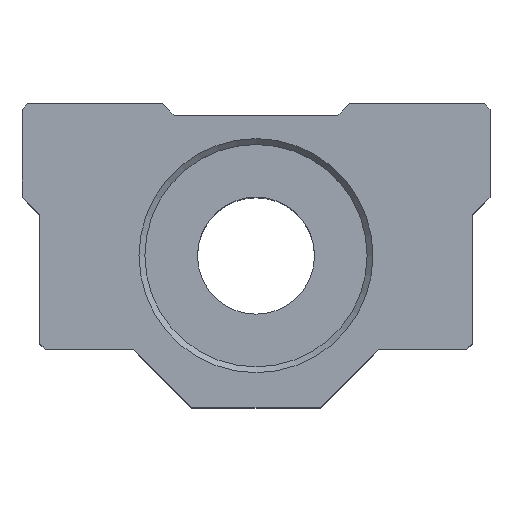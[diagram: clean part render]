
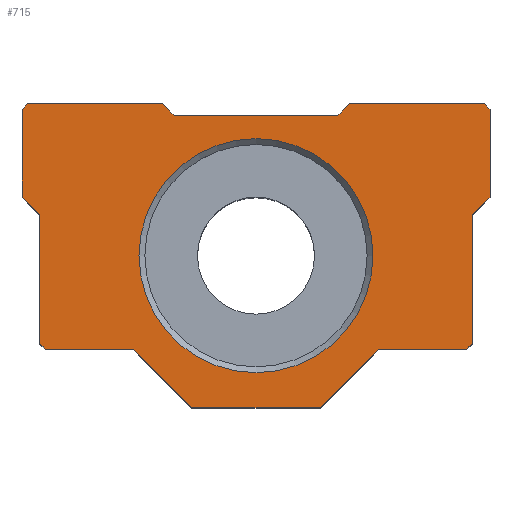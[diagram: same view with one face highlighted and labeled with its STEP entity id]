
A CAD part, top view. The second image highlights one B-rep face of the part: STEP entity #715.
In plain terms, the highlighted planar face has unit normal (0, 0, 1).
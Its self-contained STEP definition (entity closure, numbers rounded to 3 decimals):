
#36=FACE_BOUND('',#119,.T.);
#48=CIRCLE('',#778,10.);
#76=FACE_OUTER_BOUND('',#118,.T.);
#118=EDGE_LOOP('',(#521,#522,#523,#524,#525,#526,#527,#528,#529,#530,#531,
#532,#533,#534,#535,#536,#537,#538,#539,#540));
#119=EDGE_LOOP('',(#541));
#167=LINE('',#1053,#244);
#171=LINE('',#1060,#248);
#191=LINE('',#1103,#268);
#193=LINE('',#1107,#270);
#195=LINE('',#1111,#272);
#196=LINE('',#1113,#273);
#197=LINE('',#1115,#274);
#198=LINE('',#1117,#275);
#199=LINE('',#1119,#276);
#200=LINE('',#1121,#277);
#201=LINE('',#1123,#278);
#202=LINE('',#1125,#279);
#203=LINE('',#1127,#280);
#204=LINE('',#1129,#281);
#205=LINE('',#1130,#282);
#206=LINE('',#1132,#283);
#207=LINE('',#1134,#284);
#208=LINE('',#1136,#285);
#209=LINE('',#1138,#286);
#210=LINE('',#1139,#287);
#244=VECTOR('',#842,10.);
#248=VECTOR('',#848,10.);
#268=VECTOR('',#874,10.);
#270=VECTOR('',#878,10.);
#272=VECTOR('',#882,10.);
#273=VECTOR('',#883,10.);
#274=VECTOR('',#884,10.);
#275=VECTOR('',#885,10.);
#276=VECTOR('',#886,10.);
#277=VECTOR('',#887,10.);
#278=VECTOR('',#888,10.);
#279=VECTOR('',#889,10.);
#280=VECTOR('',#890,10.);
#281=VECTOR('',#891,10.);
#282=VECTOR('',#892,10.);
#283=VECTOR('',#893,10.);
#284=VECTOR('',#894,10.);
#285=VECTOR('',#895,10.);
#286=VECTOR('',#896,10.);
#287=VECTOR('',#897,10.);
#321=VERTEX_POINT('',#1050);
#322=VERTEX_POINT('',#1052);
#324=VERTEX_POINT('',#1058);
#343=VERTEX_POINT('',#1100);
#344=VERTEX_POINT('',#1102);
#345=VERTEX_POINT('',#1106);
#346=VERTEX_POINT('',#1110);
#347=VERTEX_POINT('',#1112);
#348=VERTEX_POINT('',#1114);
#349=VERTEX_POINT('',#1116);
#350=VERTEX_POINT('',#1118);
#351=VERTEX_POINT('',#1120);
#352=VERTEX_POINT('',#1122);
#353=VERTEX_POINT('',#1124);
#354=VERTEX_POINT('',#1126);
#355=VERTEX_POINT('',#1128);
#356=VERTEX_POINT('',#1131);
#357=VERTEX_POINT('',#1133);
#358=VERTEX_POINT('',#1135);
#359=VERTEX_POINT('',#1137);
#360=VERTEX_POINT('',#1140);
#385=EDGE_CURVE('',#321,#322,#167,.T.);
#389=EDGE_CURVE('',#324,#321,#171,.T.);
#410=EDGE_CURVE('',#343,#344,#191,.T.);
#412=EDGE_CURVE('',#344,#345,#193,.T.);
#414=EDGE_CURVE('',#324,#346,#195,.T.);
#415=EDGE_CURVE('',#346,#347,#196,.T.);
#416=EDGE_CURVE('',#348,#347,#197,.T.);
#417=EDGE_CURVE('',#348,#349,#198,.T.);
#418=EDGE_CURVE('',#349,#350,#199,.T.);
#419=EDGE_CURVE('',#351,#350,#200,.T.);
#420=EDGE_CURVE('',#351,#352,#201,.T.);
#421=EDGE_CURVE('',#352,#353,#202,.T.);
#422=EDGE_CURVE('',#354,#353,#203,.T.);
#423=EDGE_CURVE('',#354,#355,#204,.T.);
#424=EDGE_CURVE('',#355,#345,#205,.T.);
#425=EDGE_CURVE('',#356,#343,#206,.T.);
#426=EDGE_CURVE('',#356,#357,#207,.T.);
#427=EDGE_CURVE('',#357,#358,#208,.T.);
#428=EDGE_CURVE('',#358,#359,#209,.T.);
#429=EDGE_CURVE('',#322,#359,#210,.T.);
#430=EDGE_CURVE('',#360,#360,#48,.T.);
#521=ORIENTED_EDGE('',*,*,#385,.F.);
#522=ORIENTED_EDGE('',*,*,#389,.F.);
#523=ORIENTED_EDGE('',*,*,#414,.T.);
#524=ORIENTED_EDGE('',*,*,#415,.T.);
#525=ORIENTED_EDGE('',*,*,#416,.F.);
#526=ORIENTED_EDGE('',*,*,#417,.T.);
#527=ORIENTED_EDGE('',*,*,#418,.T.);
#528=ORIENTED_EDGE('',*,*,#419,.F.);
#529=ORIENTED_EDGE('',*,*,#420,.T.);
#530=ORIENTED_EDGE('',*,*,#421,.T.);
#531=ORIENTED_EDGE('',*,*,#422,.F.);
#532=ORIENTED_EDGE('',*,*,#423,.T.);
#533=ORIENTED_EDGE('',*,*,#424,.T.);
#534=ORIENTED_EDGE('',*,*,#412,.F.);
#535=ORIENTED_EDGE('',*,*,#410,.F.);
#536=ORIENTED_EDGE('',*,*,#425,.F.);
#537=ORIENTED_EDGE('',*,*,#426,.T.);
#538=ORIENTED_EDGE('',*,*,#427,.T.);
#539=ORIENTED_EDGE('',*,*,#428,.T.);
#540=ORIENTED_EDGE('',*,*,#429,.F.);
#541=ORIENTED_EDGE('',*,*,#430,.F.);
#691=PLANE('',#777);
#715=ADVANCED_FACE('',(#76,#36),#691,.T.);
#777=AXIS2_PLACEMENT_3D('',#1109,#880,#881);
#778=AXIS2_PLACEMENT_3D('',#1141,#898,#899);
#842=DIRECTION('',(0.707,0.707,0.));
#848=DIRECTION('',(0.,1.,0.));
#874=DIRECTION('',(0.707,-0.707,0.));
#878=DIRECTION('',(0.,-1.,0.));
#880=DIRECTION('center_axis',(0.,0.,1.));
#881=DIRECTION('ref_axis',(1.,0.,0.));
#882=DIRECTION('',(0.707,-0.707,0.));
#883=DIRECTION('',(0.,-1.,0.));
#884=DIRECTION('',(-0.707,0.707,0.));
#885=DIRECTION('',(1.,0.,0.));
#886=DIRECTION('',(0.707,-0.707,0.));
#887=DIRECTION('',(-1.,0.,0.));
#888=DIRECTION('',(0.707,0.707,0.));
#889=DIRECTION('',(1.,0.,0.));
#890=DIRECTION('',(-0.707,-0.707,0.));
#891=DIRECTION('',(0.,1.,0.));
#892=DIRECTION('',(0.707,0.707,0.));
#893=DIRECTION('',(1.,0.,0.));
#894=DIRECTION('',(-0.707,-0.707,0.));
#895=DIRECTION('',(-1.,0.,0.));
#896=DIRECTION('',(-0.707,0.707,0.));
#897=DIRECTION('',(1.,0.,0.));
#898=DIRECTION('center_axis',(0.,0.,1.));
#899=DIRECTION('ref_axis',(-1.,0.,0.));
#1050=CARTESIAN_POINT('',(-20.,12.5,0.));
#1052=CARTESIAN_POINT('',(-19.5,13.,0.));
#1053=CARTESIAN_POINT('',(-18.,14.5,0.));
#1058=CARTESIAN_POINT('',(-20.,5.,0.));
#1060=CARTESIAN_POINT('',(-20.,-13.,0.));
#1100=CARTESIAN_POINT('',(19.5,13.,0.));
#1102=CARTESIAN_POINT('',(20.,12.5,0.));
#1103=CARTESIAN_POINT('',(18.,14.5,0.));
#1106=CARTESIAN_POINT('',(20.,5.,0.));
#1107=CARTESIAN_POINT('',(20.,13.,0.));
#1109=CARTESIAN_POINT('Origin',(0.,0.,0.));
#1110=CARTESIAN_POINT('',(-18.5,3.5,0.));
#1111=CARTESIAN_POINT('',(-13.75,-1.25,0.));
#1112=CARTESIAN_POINT('',(-18.5,-7.5,0.));
#1113=CARTESIAN_POINT('',(-18.5,1.75,0.));
#1114=CARTESIAN_POINT('',(-18.,-8.,0.));
#1115=CARTESIAN_POINT('',(-15.625,-10.375,0.));
#1116=CARTESIAN_POINT('',(-10.5,-8.,0.));
#1117=CARTESIAN_POINT('',(-9.25,-8.,0.));
#1118=CARTESIAN_POINT('',(-5.5,-13.,0.));
#1119=CARTESIAN_POINT('',(-9.875,-8.625,0.));
#1120=CARTESIAN_POINT('',(5.5,-13.,0.));
#1121=CARTESIAN_POINT('',(20.,-13.,0.));
#1122=CARTESIAN_POINT('',(10.5,-8.,0.));
#1123=CARTESIAN_POINT('',(7.375,-11.125,0.));
#1124=CARTESIAN_POINT('',(18.,-8.,0.));
#1125=CARTESIAN_POINT('',(5.25,-8.,0.));
#1126=CARTESIAN_POINT('',(18.5,-7.5,0.));
#1127=CARTESIAN_POINT('',(15.625,-10.375,0.));
#1128=CARTESIAN_POINT('',(18.5,3.5,0.));
#1129=CARTESIAN_POINT('',(18.5,-6.5,0.));
#1130=CARTESIAN_POINT('',(13.,-2.,0.));
#1131=CARTESIAN_POINT('',(8.,13.,0.));
#1132=CARTESIAN_POINT('',(-20.,13.,0.));
#1133=CARTESIAN_POINT('',(7.,12.,0.));
#1134=CARTESIAN_POINT('',(2.75,7.75,0.));
#1135=CARTESIAN_POINT('',(-7.,12.,0.));
#1136=CARTESIAN_POINT('',(3.5,12.,0.));
#1137=CARTESIAN_POINT('',(-8.,13.,0.));
#1138=CARTESIAN_POINT('',(-2.25,7.25,0.));
#1139=CARTESIAN_POINT('',(-20.,13.,0.));
#1140=CARTESIAN_POINT('',(10.,0.,0.));
#1141=CARTESIAN_POINT('Origin',(0.,0.,0.));
